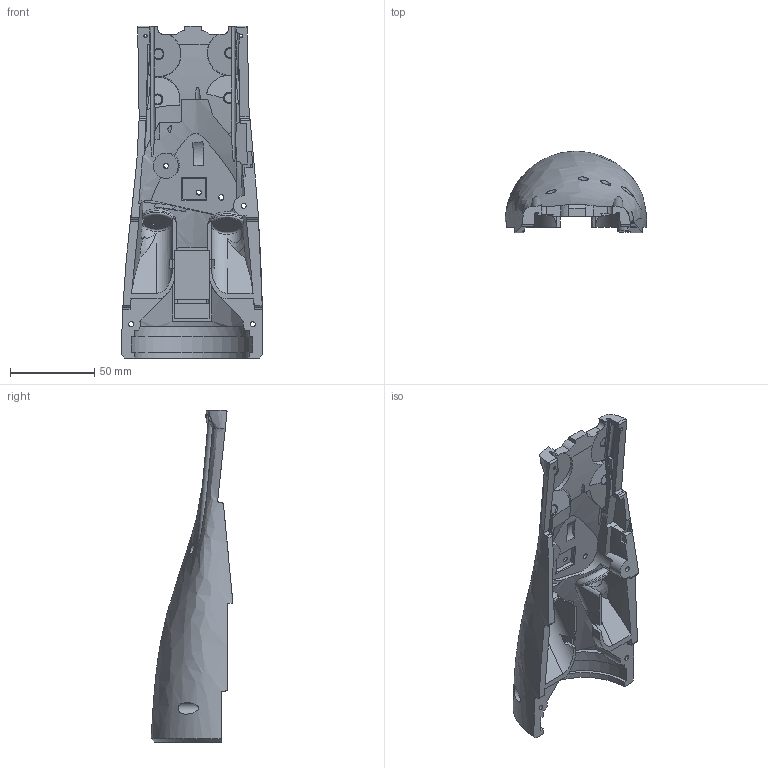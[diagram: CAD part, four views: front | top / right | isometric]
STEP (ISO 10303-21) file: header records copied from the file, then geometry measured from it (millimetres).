
FILE_DESCRIPTION(/* description */ ('STEP AP214'),/* implementation_level */ '2;1');
FILE_NAME(/* name */ '683c51824258294a187f41be',/* time_stamp */ '2025-06-01T13:11:32Z',/* author */ (''),/* organization */ (''),/* preprocessor_version */ 'ST-DEVELOPER v20',/* originating_system */ 'ONSHAPE BY PTC INC, 1.198',/* authorisation */ ' ');
FILE_SCHEMA (('AUTOMOTIVE_DESIGN {1 0 10303 214 3 1 1}'));
Length unit declared in the file: metre
Products named in the file (1): Part 69
Bounding box: 83.98 x 48.35 x 196.8 mm (x, y, z)
Volume: 124089.6 mm3; surface area: 55044.8 mm2
Topology: 1 solids, 1 shells, 310 faces, 868 edges, 569 vertices
Faces by surface type: plane 174, cylinder 85, bspline 37, torus 11, cone 3
Full cylindrical faces by diameter (mm): 2 x2, 3 x5, 3.2 x1, 6 x3, 7 x3, 9.128 x2, 18.87 x2
Entity records: 12784 total; most frequent: CARTESIAN_POINT 5464, ORIENTED_EDGE 1676, DIRECTION 1236, EDGE_CURVE 838, VERTEX_POINT 563, AXIS2_PLACEMENT_3D 441, EDGE_LOOP 361, FACE_BOUND 361
